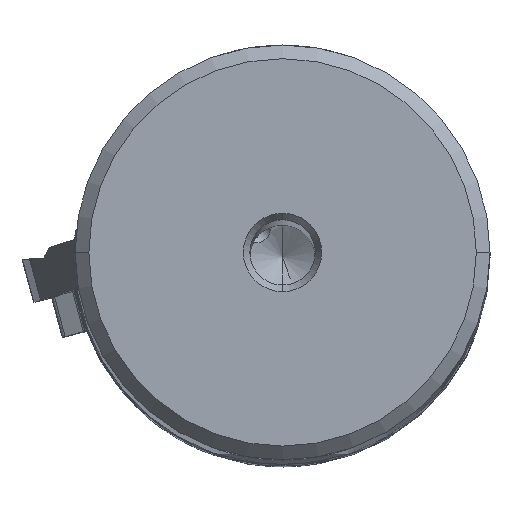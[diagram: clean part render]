
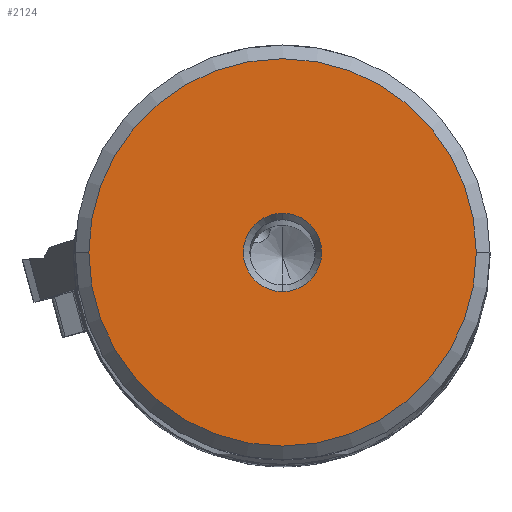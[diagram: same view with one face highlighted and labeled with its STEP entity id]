
A CAD part, top view. The second image highlights one B-rep face of the part: STEP entity #2124.
In plain terms, the highlighted planar face has unit normal (0, 0, 1).
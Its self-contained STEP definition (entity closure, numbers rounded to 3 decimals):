
#2124=ADVANCED_FACE('',(#2854,#2855),#2404,.T.);
#2404=PLANE('',#7837);
#2522=CIRCLE('',#7831,14.825);
#2523=CIRCLE('',#7833,14.825);
#2524=CIRCLE('',#7835,3.);
#2525=CIRCLE('',#7836,3.);
#2854=FACE_BOUND('',#2924,.T.);
#2855=FACE_BOUND('',#2925,.T.);
#2924=EDGE_LOOP('',(#3396,#3397));
#2925=EDGE_LOOP('',(#3398,#3399));
#3396=ORIENTED_EDGE('',*,*,#5606,.F.);
#3397=ORIENTED_EDGE('',*,*,#5609,.F.);
#3398=ORIENTED_EDGE('',*,*,#5610,.F.);
#3399=ORIENTED_EDGE('',*,*,#5611,.F.);
#4994=VERTEX_POINT('',#10473);
#4995=VERTEX_POINT('',#10474);
#4996=VERTEX_POINT('',#10481);
#4997=VERTEX_POINT('',#10482);
#5606=EDGE_CURVE('',#4994,#4995,#2522,.T.);
#5609=EDGE_CURVE('',#4995,#4994,#2523,.T.);
#5610=EDGE_CURVE('',#4996,#4997,#2524,.T.);
#5611=EDGE_CURVE('',#4997,#4996,#2525,.T.);
#7831=AXIS2_PLACEMENT_3D('',#10472,#8680,#8681);
#7833=AXIS2_PLACEMENT_3D('',#10478,#8686,#8687);
#7835=AXIS2_PLACEMENT_3D('',#10480,#8690,#8691);
#7836=AXIS2_PLACEMENT_3D('',#10483,#8692,#8693);
#7837=AXIS2_PLACEMENT_3D('',#10484,#8694,#8695);
#8680=DIRECTION('',(0.,0.,-1.));
#8681=DIRECTION('',(-1.,0.,0.));
#8686=DIRECTION('',(0.,0.,-1.));
#8687=DIRECTION('',(1.,0.,0.));
#8690=DIRECTION('',(0.,0.,1.));
#8691=DIRECTION('',(0.,1.,0.));
#8692=DIRECTION('',(0.,0.,1.));
#8693=DIRECTION('',(0.,-1.,0.));
#8694=DIRECTION('',(0.,0.,1.));
#8695=DIRECTION('',(-1.,0.,0.));
#10472=CARTESIAN_POINT('',(0.,0.,0.));
#10473=CARTESIAN_POINT('',(-14.825,0.,0.));
#10474=CARTESIAN_POINT('',(14.825,0.,0.));
#10478=CARTESIAN_POINT('',(0.,0.,0.));
#10480=CARTESIAN_POINT('',(0.,0.,0.));
#10481=CARTESIAN_POINT('',(0.,3.,0.));
#10482=CARTESIAN_POINT('',(0.,-3.,0.));
#10483=CARTESIAN_POINT('',(0.,0.,0.));
#10484=CARTESIAN_POINT('',(0.,0.,0.));
